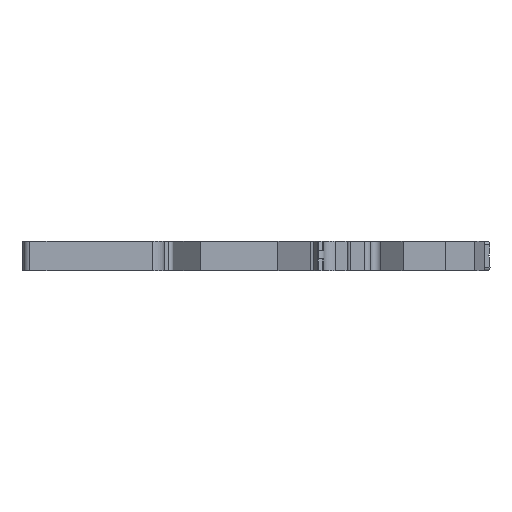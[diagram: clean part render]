
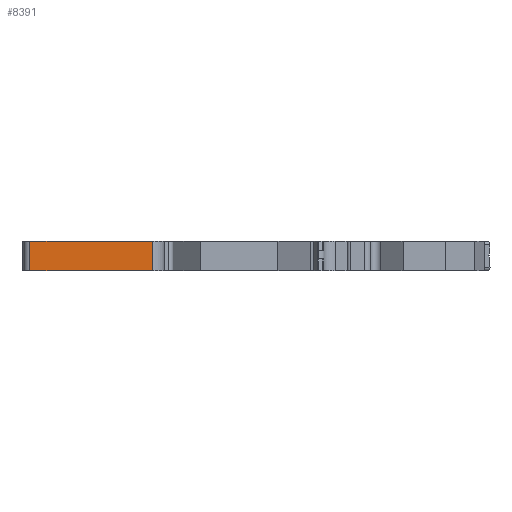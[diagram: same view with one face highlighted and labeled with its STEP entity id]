
A CAD part, front view. The second image highlights one B-rep face of the part: STEP entity #8391.
In plain terms, the highlighted planar face has unit normal (0, -1, 0).
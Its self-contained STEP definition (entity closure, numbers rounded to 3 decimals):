
#2590=DIRECTION('',(0.,0.,-1.));
#2591=VECTOR('',#2590,5.);
#2592=CARTESIAN_POINT('',(-38.8,0.,0.));
#2593=LINE('',#2592,#2591);
#2594=DIRECTION('',(1.,0.,0.));
#2595=VECTOR('',#2594,21.05);
#2596=CARTESIAN_POINT('',(-38.8,0.,0.));
#2597=LINE('',#2596,#2595);
#2598=DIRECTION('',(0.,0.,-1.));
#2599=VECTOR('',#2598,5.);
#2600=CARTESIAN_POINT('',(-17.75,0.,0.));
#2601=LINE('',#2600,#2599);
#2602=DIRECTION('',(-1.,0.,0.));
#2603=VECTOR('',#2602,21.05);
#2604=CARTESIAN_POINT('',(-17.75,0.,-5.));
#2605=LINE('',#2604,#2603);
#4006=CARTESIAN_POINT('',(-17.75,0.,0.));
#4007=VERTEX_POINT('',#4006);
#4008=CARTESIAN_POINT('',(-38.8,0.,0.));
#4009=VERTEX_POINT('',#4008);
#4612=CARTESIAN_POINT('',(-38.8,0.,-5.));
#4613=VERTEX_POINT('',#4612);
#4614=CARTESIAN_POINT('',(-17.75,0.,-5.));
#4615=VERTEX_POINT('',#4614);
#8379=CARTESIAN_POINT('',(-28.275,0.,-2.5));
#8380=DIRECTION('',(0.,1.,0.));
#8381=DIRECTION('',(1.,0.,0.));
#8382=AXIS2_PLACEMENT_3D('',#8379,#8380,#8381);
#8383=PLANE('',#8382);
#8384=ORIENTED_EDGE('',*,*,#8372,.F.);
#8385=ORIENTED_EDGE('',*,*,#5772,.T.);
#8387=ORIENTED_EDGE('',*,*,#8386,.T.);
#8388=ORIENTED_EDGE('',*,*,#5490,.T.);
#8389=EDGE_LOOP('',(#8384,#8385,#8387,#8388));
#8390=FACE_OUTER_BOUND('',#8389,.F.);
#5490=EDGE_CURVE('',#4615,#4613,#2605,.T.);
#5772=EDGE_CURVE('',#4009,#4007,#2597,.T.);
#8372=EDGE_CURVE('',#4009,#4613,#2593,.T.);
#8386=EDGE_CURVE('',#4007,#4615,#2601,.T.);
#8391=ADVANCED_FACE('',(#8390),#8383,.F.);
